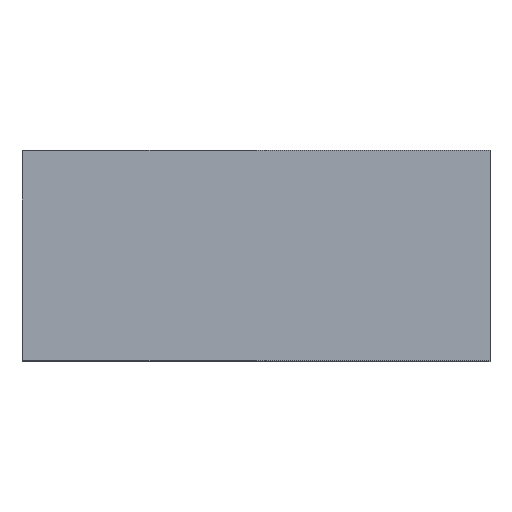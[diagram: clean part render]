
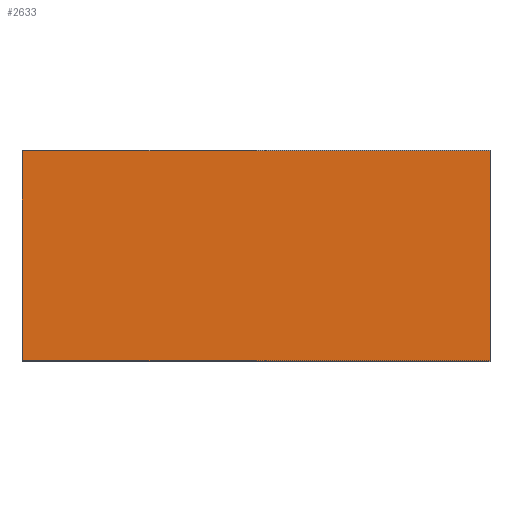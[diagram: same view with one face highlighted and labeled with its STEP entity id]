
A CAD part, top view. The second image highlights one B-rep face of the part: STEP entity #2633.
In plain terms, the highlighted face is planar.
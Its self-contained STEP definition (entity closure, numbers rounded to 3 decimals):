
#11 = DIRECTION ( 'NONE',  ( 0., -1., 0. ) ) ;
#239 = EDGE_CURVE ( 'NONE', #3849, #413, #448, .T. ) ;
#413 = VERTEX_POINT ( 'NONE', #2302 ) ;
#448 = LINE ( 'NONE', #4445, #2125 ) ;
#453 = VERTEX_POINT ( 'NONE', #4466 ) ;
#547 = CARTESIAN_POINT ( 'NONE',  ( 0., 0., -3. ) ) ;
#647 = EDGE_LOOP ( 'NONE', ( #3732, #929, #3563, #4194 ) ) ;
#825 = FACE_OUTER_BOUND ( 'NONE', #647, .T. ) ;
#870 = CARTESIAN_POINT ( 'NONE',  ( -1495., 673.5, -3. ) ) ;
#910 = VECTOR ( 'NONE', #2132, 1000. ) ;
#929 = ORIENTED_EDGE ( 'NONE', *, *, #3305, .F. ) ;
#1000 = CARTESIAN_POINT ( 'NONE',  ( -1495., -667.5, -3. ) ) ;
#1303 = VERTEX_POINT ( 'NONE', #870 ) ;
#1393 = LINE ( 'NONE', #1000, #910 ) ;
#1457 = CARTESIAN_POINT ( 'NONE',  ( -1495., -673.5, -3. ) ) ;
#1526 = CARTESIAN_POINT ( 'NONE',  ( 1495., -667.5, -3. ) ) ;
#1649 = DIRECTION ( 'NONE',  ( -1., 0., 0. ) ) ;
#1790 = EDGE_CURVE ( 'NONE', #413, #1303, #4256, .T. ) ;
#1794 = CARTESIAN_POINT ( 'NONE',  ( -1495., 673.5, -3. ) ) ;
#1886 = DIRECTION ( 'NONE',  ( 0., 1., 0. ) ) ;
#2125 = VECTOR ( 'NONE', #1886, 1000. ) ;
#2132 = DIRECTION ( 'NONE',  ( 1., 0., 0. ) ) ;
#2302 = CARTESIAN_POINT ( 'NONE',  ( 1495., 673.5, -3. ) ) ;
#2306 = DIRECTION ( 'NONE',  ( 0., 0., -1. ) ) ;
#2568 = EDGE_CURVE ( 'NONE', #1303, #453, #4408, .T. ) ;
#2633 = ADVANCED_FACE ( 'NONE', ( #825 ), #2665, .T. ) ;
#2665 = PLANE ( 'NONE',  #3192 ) ;
#3192 = AXIS2_PLACEMENT_3D ( 'NONE', #547, #2306, #1649 ) ;
#3305 = EDGE_CURVE ( 'NONE', #453, #3849, #1393, .T. ) ;
#3342 = VECTOR ( 'NONE', #4643, 1000. ) ;
#3563 = ORIENTED_EDGE ( 'NONE', *, *, #2568, .F. ) ;
#3732 = ORIENTED_EDGE ( 'NONE', *, *, #239, .F. ) ;
#3849 = VERTEX_POINT ( 'NONE', #1526 ) ;
#4181 = VECTOR ( 'NONE', #11, 1000. ) ;
#4194 = ORIENTED_EDGE ( 'NONE', *, *, #1790, .F. ) ;
#4256 = LINE ( 'NONE', #1794, #3342 ) ;
#4408 = LINE ( 'NONE', #1457, #4181 ) ;
#4445 = CARTESIAN_POINT ( 'NONE',  ( 1495., -673.5, -3. ) ) ;
#4466 = CARTESIAN_POINT ( 'NONE',  ( -1495., -667.5, -3. ) ) ;
#4643 = DIRECTION ( 'NONE',  ( -1., 0., 0. ) ) ;
